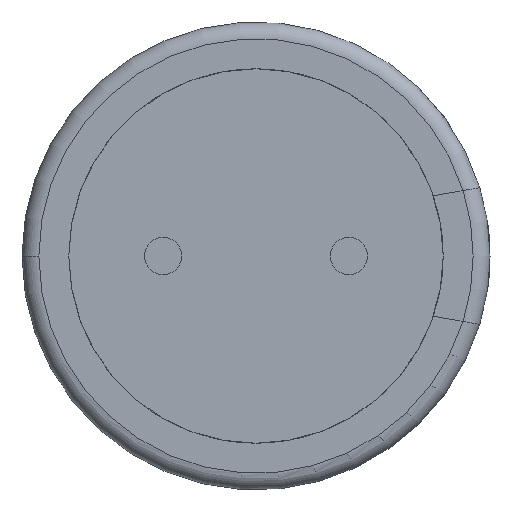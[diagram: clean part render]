
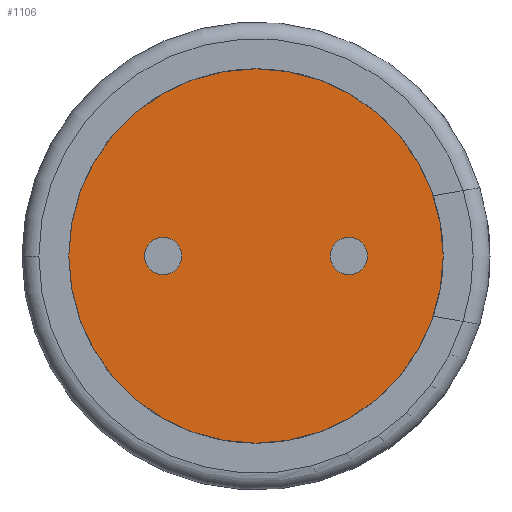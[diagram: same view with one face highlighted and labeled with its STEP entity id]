
A CAD part, front view. The second image highlights one B-rep face of the part: STEP entity #1106.
In plain terms, the highlighted planar face has unit normal (0, -1, 0).
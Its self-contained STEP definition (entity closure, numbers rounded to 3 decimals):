
#63 = CARTESIAN_POINT ( 'NONE',  ( 2.52, 0., 0. ) ) ;
#69 = EDGE_CURVE ( 'NONE', #289, #1320, #1452, .T. ) ;
#74 = DIRECTION ( 'NONE',  ( -1., 0., 0. ) ) ;
#150 = VERTEX_POINT ( 'NONE', #947 ) ;
#184 = AXIS2_PLACEMENT_3D ( 'NONE', #1089, #1373, #315 ) ;
#198 = CARTESIAN_POINT ( 'NONE',  ( 0., 0., 0. ) ) ;
#253 = CARTESIAN_POINT ( 'NONE',  ( -1.25, 0., 0.25 ) ) ;
#286 = CARTESIAN_POINT ( 'NONE',  ( 1.25, 0., -0.25 ) ) ;
#289 = VERTEX_POINT ( 'NONE', #63 ) ;
#315 = DIRECTION ( 'NONE',  ( -1., 0., 0. ) ) ;
#361 = DIRECTION ( 'NONE',  ( 0., -1., 0. ) ) ;
#364 = ORIENTED_EDGE ( 'NONE', *, *, #937, .F. ) ;
#499 = AXIS2_PLACEMENT_3D ( 'NONE', #1085, #1092, #1662 ) ;
#503 = DIRECTION ( 'NONE',  ( -1., 0., 0. ) ) ;
#583 = VERTEX_POINT ( 'NONE', #286 ) ;
#613 = DIRECTION ( 'NONE',  ( -1., 0., 0. ) ) ;
#626 = DIRECTION ( 'NONE',  ( 0., -1., 0. ) ) ;
#681 = AXIS2_PLACEMENT_3D ( 'NONE', #1150, #1442, #74 ) ;
#701 = EDGE_CURVE ( 'NONE', #1280, #975, #1705, .T. ) ;
#804 = PLANE ( 'NONE',  #836 ) ;
#812 = CIRCLE ( 'NONE', #931, 0.25 ) ;
#820 = DIRECTION ( 'NONE',  ( -1., 0., 0. ) ) ;
#836 = AXIS2_PLACEMENT_3D ( 'NONE', #198, #1090, #1096 ) ;
#868 = EDGE_CURVE ( 'NONE', #975, #1280, #1222, .T. ) ;
#890 = ORIENTED_EDGE ( 'NONE', *, *, #69, .F. ) ;
#906 = EDGE_CURVE ( 'NONE', #583, #150, #1527, .T. ) ;
#931 = AXIS2_PLACEMENT_3D ( 'NONE', #1367, #1376, #820 ) ;
#932 = ORIENTED_EDGE ( 'NONE', *, *, #906, .F. ) ;
#937 = EDGE_CURVE ( 'NONE', #1320, #289, #1394, .T. ) ;
#947 = CARTESIAN_POINT ( 'NONE',  ( 1.25, 0., 0.25 ) ) ;
#975 = VERTEX_POINT ( 'NONE', #253 ) ;
#1022 = CARTESIAN_POINT ( 'NONE',  ( -1.25, 0., -0.25 ) ) ;
#1044 = FACE_BOUND ( 'NONE', #1491, .T. ) ;
#1085 = CARTESIAN_POINT ( 'NONE',  ( -1.25, 0., 0. ) ) ;
#1089 = CARTESIAN_POINT ( 'NONE',  ( 0., 0., 0. ) ) ;
#1090 = DIRECTION ( 'NONE',  ( 0., 1., 0. ) ) ;
#1092 = DIRECTION ( 'NONE',  ( 0., -1., 0. ) ) ;
#1096 = DIRECTION ( 'NONE',  ( -1., 0., 0. ) ) ;
#1106 = ADVANCED_FACE ( 'NONE', ( #1371, #1044, #1262 ), #804, .F. ) ;
#1150 = CARTESIAN_POINT ( 'NONE',  ( 0., 0., 0. ) ) ;
#1153 = CARTESIAN_POINT ( 'NONE',  ( -1.25, 0., 0. ) ) ;
#1169 = CARTESIAN_POINT ( 'NONE',  ( -2.52, 0., 0. ) ) ;
#1195 = ORIENTED_EDGE ( 'NONE', *, *, #1197, .F. ) ;
#1197 = EDGE_CURVE ( 'NONE', #150, #583, #812, .T. ) ;
#1222 = CIRCLE ( 'NONE', #1362, 0.25 ) ;
#1238 = EDGE_LOOP ( 'NONE', ( #364, #890 ) ) ;
#1262 = FACE_OUTER_BOUND ( 'NONE', #1238, .T. ) ;
#1275 = CARTESIAN_POINT ( 'NONE',  ( 1.25, 0., 0. ) ) ;
#1280 = VERTEX_POINT ( 'NONE', #1022 ) ;
#1312 = EDGE_LOOP ( 'NONE', ( #1476, #1364 ) ) ;
#1320 = VERTEX_POINT ( 'NONE', #1169 ) ;
#1362 = AXIS2_PLACEMENT_3D ( 'NONE', #1153, #361, #503 ) ;
#1364 = ORIENTED_EDGE ( 'NONE', *, *, #701, .F. ) ;
#1367 = CARTESIAN_POINT ( 'NONE',  ( 1.25, 0., 0. ) ) ;
#1371 = FACE_BOUND ( 'NONE', #1312, .T. ) ;
#1373 = DIRECTION ( 'NONE',  ( 0., 1., 0. ) ) ;
#1376 = DIRECTION ( 'NONE',  ( 0., -1., 0. ) ) ;
#1394 = CIRCLE ( 'NONE', #681, 2.52 ) ;
#1442 = DIRECTION ( 'NONE',  ( 0., 1., 0. ) ) ;
#1452 = CIRCLE ( 'NONE', #184, 2.52 ) ;
#1460 = AXIS2_PLACEMENT_3D ( 'NONE', #1275, #626, #613 ) ;
#1476 = ORIENTED_EDGE ( 'NONE', *, *, #868, .F. ) ;
#1491 = EDGE_LOOP ( 'NONE', ( #1195, #932 ) ) ;
#1527 = CIRCLE ( 'NONE', #1460, 0.25 ) ;
#1662 = DIRECTION ( 'NONE',  ( -1., 0., 0. ) ) ;
#1705 = CIRCLE ( 'NONE', #499, 0.25 ) ;
